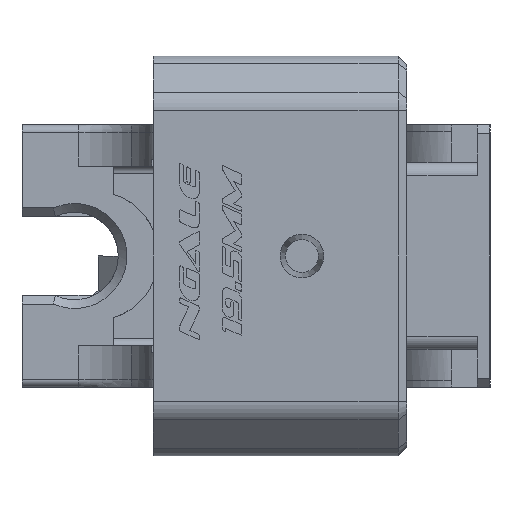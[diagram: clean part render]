
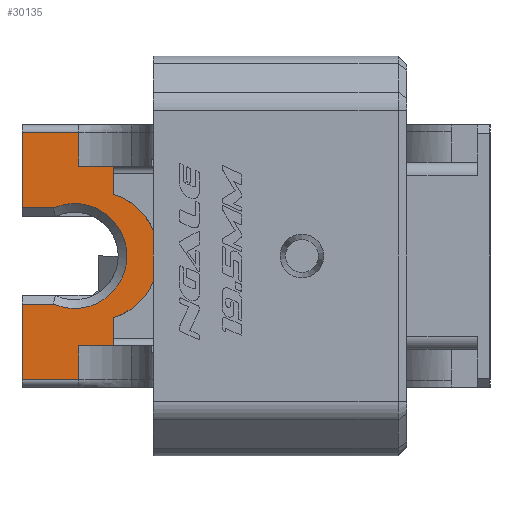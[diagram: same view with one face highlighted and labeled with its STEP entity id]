
A CAD part, left-side view. The second image highlights one B-rep face of the part: STEP entity #30135.
In plain terms, the highlighted planar face has unit normal (-1, 0, 0).
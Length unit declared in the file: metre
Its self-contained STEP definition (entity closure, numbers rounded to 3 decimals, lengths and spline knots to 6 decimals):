
#483=CIRCLE('',#31961,0.006);
#901=B_SPLINE_CURVE_WITH_KNOTS('',3,(#48174,#48175,#48176,#48177,#48178),
 .UNSPECIFIED.,.F.,.F.,(4,1,4),(0.,0.5,1.),.UNSPECIFIED.);
#902=B_SPLINE_CURVE_WITH_KNOTS('',3,(#48180,#48181,#48182,#48183,#48184),
 .UNSPECIFIED.,.F.,.F.,(4,1,4),(0.,0.5,1.),.UNSPECIFIED.);
#3943=ORIENTED_EDGE('',*,*,#11994,.T.);
#3944=ORIENTED_EDGE('',*,*,#11995,.T.);
#3945=ORIENTED_EDGE('',*,*,#11996,.T.);
#3946=ORIENTED_EDGE('',*,*,#11997,.F.);
#3947=ORIENTED_EDGE('',*,*,#11998,.T.);
#3948=ORIENTED_EDGE('',*,*,#11999,.T.);
#3949=ORIENTED_EDGE('',*,*,#12000,.F.);
#3950=ORIENTED_EDGE('',*,*,#12001,.T.);
#3951=ORIENTED_EDGE('',*,*,#12002,.T.);
#3952=ORIENTED_EDGE('',*,*,#12003,.T.);
#3953=ORIENTED_EDGE('',*,*,#12004,.F.);
#3954=ORIENTED_EDGE('',*,*,#12005,.T.);
#3955=ORIENTED_EDGE('',*,*,#12006,.T.);
#3956=ORIENTED_EDGE('',*,*,#12007,.T.);
#3957=ORIENTED_EDGE('',*,*,#12008,.F.);
#11994=EDGE_CURVE('',#16170,#16171,#18986,.T.);
#11995=EDGE_CURVE('',#16171,#16172,#18987,.T.);
#11996=EDGE_CURVE('',#16172,#16173,#18988,.T.);
#11997=EDGE_CURVE('',#16174,#16173,#18989,.T.);
#11998=EDGE_CURVE('',#16174,#16175,#901,.T.);
#11999=EDGE_CURVE('',#16175,#16176,#902,.T.);
#12000=EDGE_CURVE('',#16177,#16176,#18990,.T.);
#12001=EDGE_CURVE('',#16177,#16178,#18991,.T.);
#12002=EDGE_CURVE('',#16178,#16179,#18992,.T.);
#12003=EDGE_CURVE('',#16179,#16180,#18993,.T.);
#12004=EDGE_CURVE('',#16181,#16180,#18994,.T.);
#12005=EDGE_CURVE('',#16181,#16182,#18995,.T.);
#12006=EDGE_CURVE('',#16182,#16183,#483,.T.);
#12007=EDGE_CURVE('',#16183,#16184,#18996,.T.);
#12008=EDGE_CURVE('',#16170,#16184,#18997,.T.);
#16170=VERTEX_POINT('',#48166);
#16171=VERTEX_POINT('',#48167);
#16172=VERTEX_POINT('',#48169);
#16173=VERTEX_POINT('',#48171);
#16174=VERTEX_POINT('',#48173);
#16175=VERTEX_POINT('',#48179);
#16176=VERTEX_POINT('',#48185);
#16177=VERTEX_POINT('',#48187);
#16178=VERTEX_POINT('',#48189);
#16179=VERTEX_POINT('',#48191);
#16180=VERTEX_POINT('',#48193);
#16181=VERTEX_POINT('',#48195);
#16182=VERTEX_POINT('',#48197);
#16183=VERTEX_POINT('',#48199);
#16184=VERTEX_POINT('',#48201);
#18986=LINE('',#48165,#22803);
#18987=LINE('',#48168,#22804);
#18988=LINE('',#48170,#22805);
#18989=LINE('',#48172,#22806);
#18990=LINE('',#48186,#22807);
#18991=LINE('',#48188,#22808);
#18992=LINE('',#48190,#22809);
#18993=LINE('',#48192,#22810);
#18994=LINE('',#48194,#22811);
#18995=LINE('',#48196,#22812);
#18996=LINE('',#48200,#22813);
#18997=LINE('',#48202,#22814);
#22803=VECTOR('',#35557,1.);
#22804=VECTOR('',#35558,1.);
#22805=VECTOR('',#35559,1.);
#22806=VECTOR('',#35560,1.);
#22807=VECTOR('',#35561,1.);
#22808=VECTOR('',#35562,1.);
#22809=VECTOR('',#35563,1.);
#22810=VECTOR('',#35564,1.);
#22811=VECTOR('',#35565,1.);
#22812=VECTOR('',#35566,1.);
#22813=VECTOR('',#35569,1.);
#22814=VECTOR('',#35570,1.);
#25589=EDGE_LOOP('',(#3943,#3944,#3945,#3946,#3947,#3948,#3949,#3950,#3951,
#3952,#3953,#3954,#3955,#3956,#3957));
#27264=FACE_BOUND('',#25589,.T.);
#28682=PLANE('',#31960);
#30135=ADVANCED_FACE('',(#27264),#28682,.T.);
#31960=AXIS2_PLACEMENT_3D('',#48164,#35555,#35556);
#31961=AXIS2_PLACEMENT_3D('',#48198,#35567,#35568);
#35555=DIRECTION('',(-1.,0.,0.));
#35556=DIRECTION('',(0.,-1.,0.));
#35557=DIRECTION('',(0.,-1.,0.));
#35558=DIRECTION('',(0.,0.,1.));
#35559=DIRECTION('',(0.,-1.,0.));
#35560=DIRECTION('',(0.,0.,-1.));
#35561=DIRECTION('',(0.,0.,-1.));
#35562=DIRECTION('',(0.,1.,0.));
#35563=DIRECTION('',(0.,0.,1.));
#35564=DIRECTION('',(0.,1.,0.));
#35565=DIRECTION('',(0.,0.,1.));
#35566=DIRECTION('',(0.,-1.,0.));
#35567=DIRECTION('',(1.,0.,0.));
#35568=DIRECTION('',(0.,-1.,0.));
#35569=DIRECTION('',(0.,1.,0.));
#35570=DIRECTION('',(0.,0.,1.));
#48164=CARTESIAN_POINT('',(0.054306,0.01769,0.));
#48165=CARTESIAN_POINT('',(0.054306,0.01769,-0.0141));
#48166=CARTESIAN_POINT('',(0.054306,0.042,-0.0141));
#48167=CARTESIAN_POINT('',(0.054306,0.035521,-0.0141));
#48168=CARTESIAN_POINT('',(0.054306,0.035521,0.));
#48169=CARTESIAN_POINT('',(0.054306,0.035521,-0.010275));
#48170=CARTESIAN_POINT('',(0.054306,0.07903,-0.010275));
#48171=CARTESIAN_POINT('',(0.054306,0.031564,-0.010275));
#48172=CARTESIAN_POINT('',(0.054306,0.031564,0.022351));
#48173=CARTESIAN_POINT('',(0.054306,0.031564,-0.007042));
#48174=CARTESIAN_POINT('',(0.054306,0.031564,-0.007042));
#48175=CARTESIAN_POINT('',(0.054306,0.030064,-0.006606));
#48176=CARTESIAN_POINT('',(0.054306,0.027392,-0.004696));
#48177=CARTESIAN_POINT('',(0.054306,0.026384,-0.00157));
#48178=CARTESIAN_POINT('',(0.054306,0.026384,0.));
#48179=CARTESIAN_POINT('',(0.054306,0.026384,0.));
#48180=CARTESIAN_POINT('',(0.054306,0.026384,0.));
#48181=CARTESIAN_POINT('',(0.054306,0.026384,0.001565));
#48182=CARTESIAN_POINT('',(0.054306,0.027379,0.004677));
#48183=CARTESIAN_POINT('',(0.054306,0.030057,0.006604));
#48184=CARTESIAN_POINT('',(0.054306,0.031564,0.007042));
#48185=CARTESIAN_POINT('',(0.054306,0.031564,0.007042));
#48186=CARTESIAN_POINT('',(0.054306,0.031564,0.022351));
#48187=CARTESIAN_POINT('',(0.054306,0.031564,0.010275));
#48188=CARTESIAN_POINT('',(0.054306,0.07903,0.010275));
#48189=CARTESIAN_POINT('',(0.054306,0.035521,0.010275));
#48190=CARTESIAN_POINT('',(0.054306,0.035521,0.));
#48191=CARTESIAN_POINT('',(0.054306,0.035521,0.0141));
#48192=CARTESIAN_POINT('',(0.054306,0.042,0.0141));
#48193=CARTESIAN_POINT('',(0.054306,0.042,0.0141));
#48194=CARTESIAN_POINT('',(0.054306,0.042,0.));
#48195=CARTESIAN_POINT('',(0.054306,0.042,0.0055));
#48196=CARTESIAN_POINT('',(0.054306,0.039969,0.0055));
#48197=CARTESIAN_POINT('',(0.054306,0.038398,0.0055));
#48198=CARTESIAN_POINT('',(0.054306,0.036,0.));
#48199=CARTESIAN_POINT('',(0.054306,0.038398,-0.0055));
#48200=CARTESIAN_POINT('',(0.054306,0.01769,-0.0055));
#48201=CARTESIAN_POINT('',(0.054306,0.042,-0.0055));
#48202=CARTESIAN_POINT('',(0.054306,0.042,0.));
